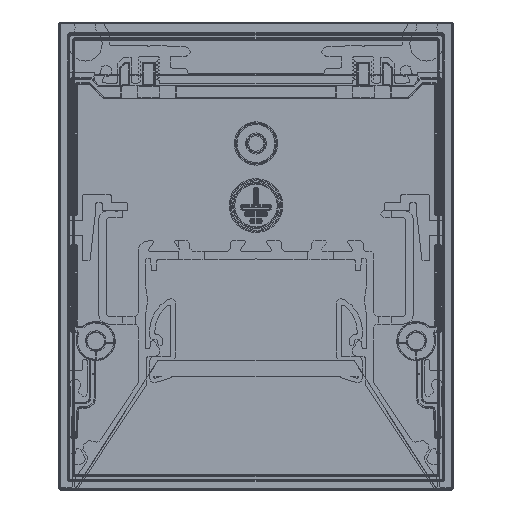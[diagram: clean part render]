
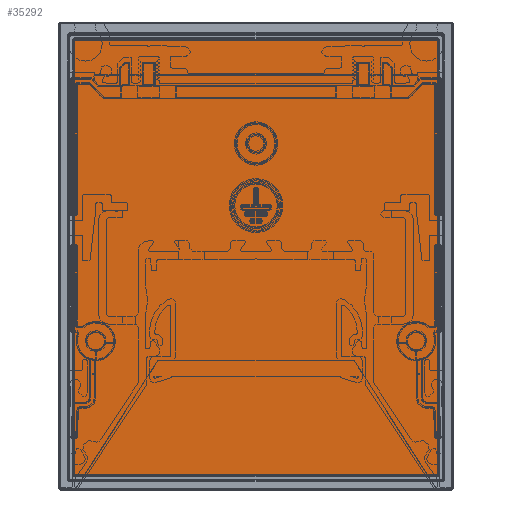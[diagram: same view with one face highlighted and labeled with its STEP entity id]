
A CAD part, front view. The second image highlights one B-rep face of the part: STEP entity #35292.
In plain terms, the highlighted planar face has unit normal (0, -1, 0).
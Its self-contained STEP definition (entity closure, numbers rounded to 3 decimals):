
#1742=PLANE('',#39071);
#3420=FACE_OUTER_BOUND('',#5527,.T.);
#5527=EDGE_LOOP('',(#29951,#29952,#29953,#29954,#29955,#29956,#29957,#29958));
#8012=LINE('',#63855,#10754);
#8271=LINE('',#66861,#11013);
#8273=LINE('',#66898,#11015);
#8275=LINE('',#66931,#11017);
#10754=VECTOR('',#47058,10.);
#11013=VECTOR('',#48247,10.);
#11015=VECTOR('',#48261,10.);
#11017=VECTOR('',#48271,10.);
#13064=CIRCLE('',#38588,0.001);
#13069=CIRCLE('',#38594,0.001);
#13284=CIRCLE('',#39061,0.001);
#13288=CIRCLE('',#39066,0.001);
#16072=VERTEX_POINT('',#63843);
#16074=VERTEX_POINT('',#63846);
#16076=VERTEX_POINT('',#63852);
#16078=VERTEX_POINT('',#63882);
#16387=VERTEX_POINT('',#66860);
#16388=VERTEX_POINT('',#66888);
#16390=VERTEX_POINT('',#66894);
#16392=VERTEX_POINT('',#66924);
#20519=EDGE_CURVE('',#16074,#16072,#13064,.T.);
#20523=EDGE_CURVE('',#16072,#16076,#8012,.T.);
#20526=EDGE_CURVE('',#16076,#16078,#13069,.T.);
#21107=EDGE_CURVE('',#16074,#16387,#8271,.T.);
#21111=EDGE_CURVE('',#16387,#16388,#13284,.T.);
#21114=EDGE_CURVE('',#16388,#16390,#8273,.T.);
#21117=EDGE_CURVE('',#16390,#16392,#13288,.T.);
#21119=EDGE_CURVE('',#16392,#16078,#8275,.T.);
#29951=ORIENTED_EDGE('',*,*,#21119,.F.);
#29952=ORIENTED_EDGE('',*,*,#21117,.F.);
#29953=ORIENTED_EDGE('',*,*,#21114,.F.);
#29954=ORIENTED_EDGE('',*,*,#21111,.F.);
#29955=ORIENTED_EDGE('',*,*,#21107,.F.);
#29956=ORIENTED_EDGE('',*,*,#20519,.T.);
#29957=ORIENTED_EDGE('',*,*,#20523,.T.);
#29958=ORIENTED_EDGE('',*,*,#20526,.T.);
#35292=ADVANCED_FACE('',(#3420),#1742,.F.);
#38588=AXIS2_PLACEMENT_3D('',#63847,#47048,#47049);
#38594=AXIS2_PLACEMENT_3D('',#63885,#47062,#47063);
#39061=AXIS2_PLACEMENT_3D('',#66892,#48254,#48255);
#39066=AXIS2_PLACEMENT_3D('',#66928,#48266,#48267);
#39071=AXIS2_PLACEMENT_3D('',#66938,#48281,#48282);
#47048=DIRECTION('center_axis',(0.,-1.,0.));
#47049=DIRECTION('ref_axis',(0.707,0.,-0.707));
#47058=DIRECTION('',(0.,0.,1.));
#47062=DIRECTION('center_axis',(0.,-1.,0.));
#47063=DIRECTION('ref_axis',(0.707,0.,0.707));
#48247=DIRECTION('',(-1.,0.,0.));
#48254=DIRECTION('center_axis',(0.,1.,0.));
#48255=DIRECTION('ref_axis',(-0.707,0.,-0.707));
#48261=DIRECTION('',(0.,0.,1.));
#48266=DIRECTION('center_axis',(0.,1.,0.));
#48267=DIRECTION('ref_axis',(-0.707,0.,0.707));
#48271=DIRECTION('',(1.,0.,0.));
#48281=DIRECTION('center_axis',(0.,1.,0.));
#48282=DIRECTION('ref_axis',(1.,0.,0.));
#63843=CARTESIAN_POINT('',(35.008,-1408.,-77.507));
#63846=CARTESIAN_POINT('',(35.007,-1408.,-77.508));
#63847=CARTESIAN_POINT('Origin',(35.007,-1408.,-77.507));
#63852=CARTESIAN_POINT('',(35.008,-1408.,6.507));
#63855=CARTESIAN_POINT('',(35.008,-1408.,-14.4));
#63882=CARTESIAN_POINT('',(35.007,-1408.,6.508));
#63885=CARTESIAN_POINT('Origin',(35.007,-1408.,6.507));
#66860=CARTESIAN_POINT('',(-35.007,-1408.,-77.508));
#66861=CARTESIAN_POINT('',(-17.6,-1408.,-77.508));
#66888=CARTESIAN_POINT('',(-35.008,-1408.,-77.507));
#66892=CARTESIAN_POINT('Origin',(-35.007,-1408.,-77.507));
#66894=CARTESIAN_POINT('',(-35.008,-1408.,6.507));
#66898=CARTESIAN_POINT('',(-35.008,-1408.,-14.4));
#66924=CARTESIAN_POINT('',(-35.007,-1408.,6.508));
#66928=CARTESIAN_POINT('Origin',(-35.007,-1408.,6.507));
#66931=CARTESIAN_POINT('',(17.6,-1408.,6.508));
#66938=CARTESIAN_POINT('Origin',(0.,-1408.,-35.5));
